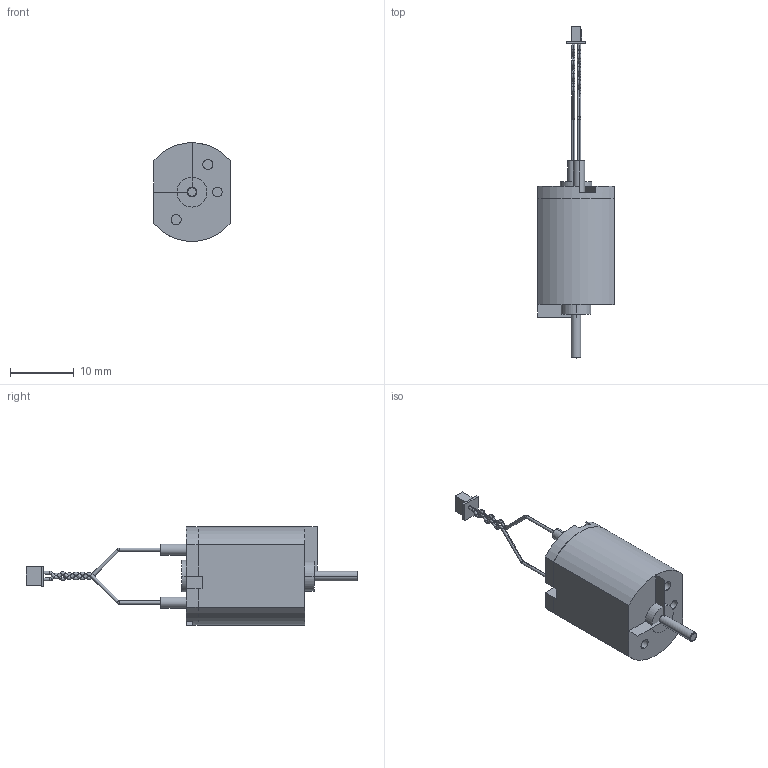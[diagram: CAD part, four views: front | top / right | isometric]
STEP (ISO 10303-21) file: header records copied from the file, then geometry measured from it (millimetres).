
FILE_DESCRIPTION((''),'2;1');
FILE_NAME('01-03000','2025-02-19T11:42:05',('qinghui.yi'),(''),'CREO PARAMETRIC BY PTC INC, 2023154','CREO PARAMETRIC BY PTC INC, 2023154','');
FILE_SCHEMA(('CONFIG_CONTROL_DESIGN'));
Length unit declared in the file: millimetre
Products named in the file (1): 01-03000
Bounding box: 12 x 52.19 x 15.48 mm (x, y, z)
Volume: 3093.3 mm3; surface area: 1600.9 mm2
Topology: 2 solids, 3 shells, 173 faces, 403 edges, 248 vertices
Faces by surface type: plane 77, cylinder 62, torus 34
Entity records: 4947 total; most frequent: DIRECTION 919, CARTESIAN_POINT 825, ORIENTED_EDGE 800, EDGE_CURVE 403, AXIS2_PLACEMENT_3D 342, VERTEX_POINT 248, VECTOR 235, LINE 235
